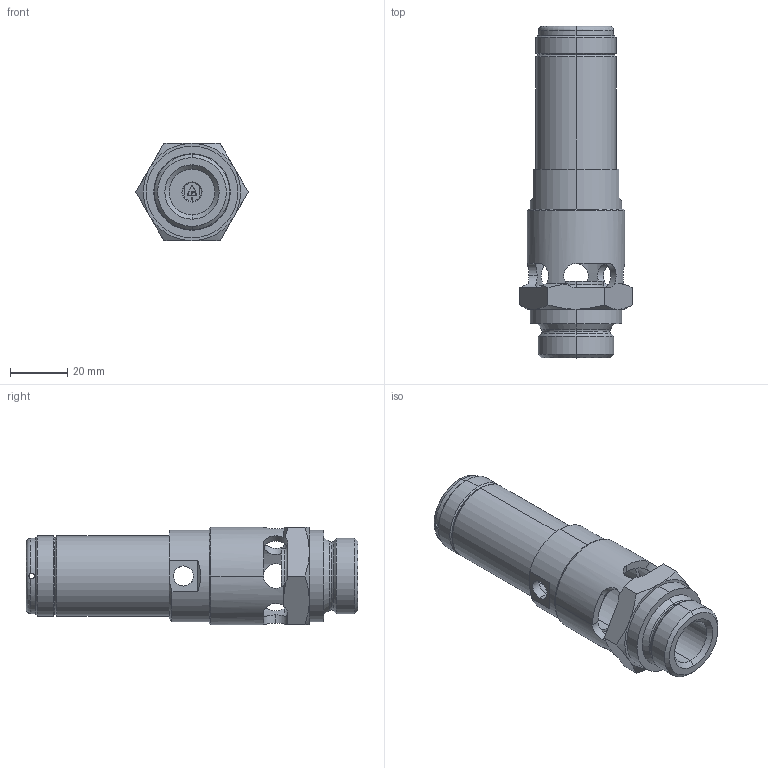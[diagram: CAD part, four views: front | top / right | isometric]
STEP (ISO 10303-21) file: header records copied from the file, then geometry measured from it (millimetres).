
FILE_DESCRIPTION (( 'STEP AP203' ), '1' );
FILE_NAME ('810 3-4 A Dummy.STEP', '2011-12-14T13:15:43', ( 'Blankenhorn' ), ( '' ), 'SwSTEP 2.0', 'SolidWorks 2011', '' );
FILE_SCHEMA (( 'CONFIG_CONTROL_DESIGN' ));
Length unit declared in the file: millimetre
Products named in the file (1): 810 3-4 A Dummy
Bounding box: 39.26 x 116 x 34 mm (x, y, z)
Volume: 36569.3 mm3; surface area: 27112.7 mm2
Topology: 4 solids, 4 shells, 241 faces, 624 edges, 396 vertices
Faces by surface type: cylinder 110, plane 63, cone 50, torus 18
Entity records: 8431 total; most frequent: CARTESIAN_POINT 2423, DIRECTION 1265, ORIENTED_EDGE 1248, EDGE_CURVE 624, AXIS2_PLACEMENT_3D 519, VERTEX_POINT 396, CIRCLE 277, EDGE_LOOP 272
